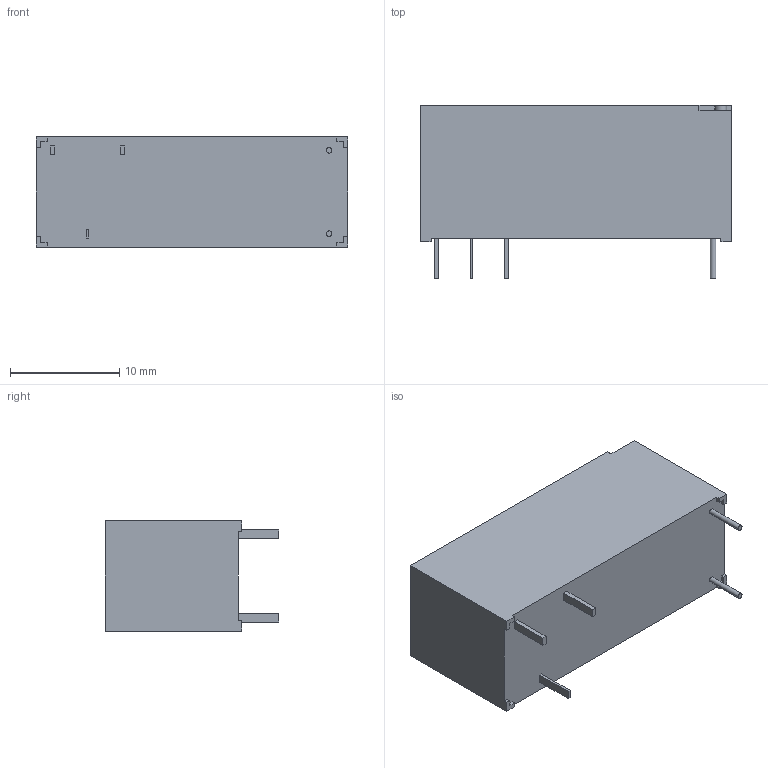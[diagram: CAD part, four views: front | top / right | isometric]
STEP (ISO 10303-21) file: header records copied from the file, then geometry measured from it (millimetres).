
FILE_DESCRIPTION (( 'STEP AP214' ), '1' );
FILE_NAME ('HF118F005-1ZS1.STEP', '2020-02-19T15:13:09', ( '' ), ( '' ), 'SwSTEP 2.0', 'SolidWorks 2019', '' );
FILE_SCHEMA (( 'AUTOMOTIVE_DESIGN' ));
Length unit declared in the file: millimetre
Products named in the file (2): HF118F005-1ZS1
Assembly tree (1 placements, depth 2):
  HF118F005-1ZS1
    HF118F005-1ZS1
Bounding box: 28.5 x 15.9 x 10.1 mm (x, y, z)
Volume: 3515.3 mm3; surface area: 1560.2 mm2
Topology: 1 solids, 1 shells, 52 faces, 132 edges, 88 vertices
Faces by surface type: plane 46, cylinder 6
Entity records: 1845 total; most frequent: CARTESIAN_POINT 276, ORIENTED_EDGE 264, DIRECTION 256, EDGE_CURVE 132, LINE 120, VECTOR 120, VERTEX_POINT 88, AXIS2_PLACEMENT_3D 68
